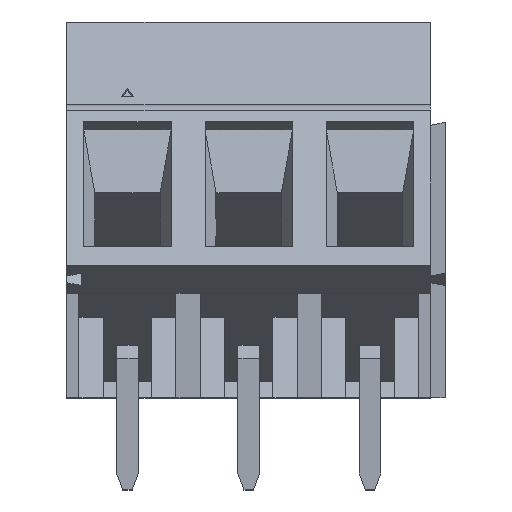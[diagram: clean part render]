
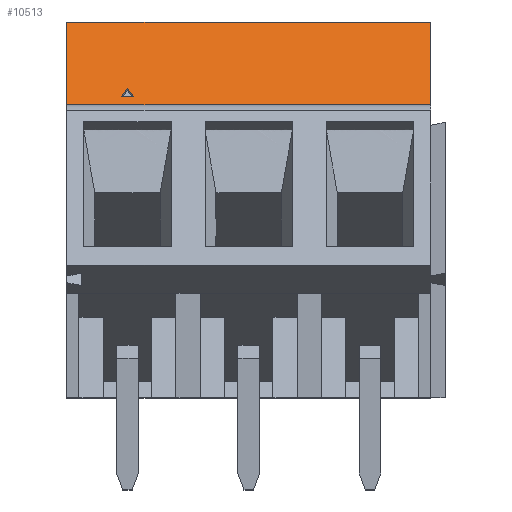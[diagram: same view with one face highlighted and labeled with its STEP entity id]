
A CAD part, top view. The second image highlights one B-rep face of the part: STEP entity #10513.
In plain terms, the highlighted planar face has unit normal (0, 0.73, 0.684).
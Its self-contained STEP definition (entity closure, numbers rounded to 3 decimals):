
#172 = VECTOR ( 'NONE', #16079, 1000. ) ;
#323 = CARTESIAN_POINT ( 'NONE',  ( 15., 15.5, 4.096 ) ) ;
#1051 = EDGE_CURVE ( 'NONE', #20547, #27241, #26172, .T. ) ;
#1160 = EDGE_CURVE ( 'NONE', #19239, #20747, #20756, .T. ) ;
#1622 = VECTOR ( 'NONE', #4912, 1000. ) ;
#1655 = CARTESIAN_POINT ( 'NONE',  ( 0., 11.927, 7.909 ) ) ;
#2131 = CARTESIAN_POINT ( 'NONE',  ( 2.75, 12.405, 7.398 ) ) ;
#2269 = FACE_BOUND ( 'NONE', #27737, .T. ) ;
#2457 = AXIS2_PLACEMENT_3D ( 'NONE', #27965, #12971, #13109 ) ;
#4038 = EDGE_CURVE ( 'NONE', #20747, #4788, #9390, .T. ) ;
#4788 = VERTEX_POINT ( 'NONE', #13354 ) ;
#4912 = DIRECTION ( 'NONE',  ( -1., 0., 0. ) ) ;
#7544 = VERTEX_POINT ( 'NONE', #17610 ) ;
#7828 = VERTEX_POINT ( 'NONE', #1655 ) ;
#8044 = DIRECTION ( 'NONE',  ( 0., 0.684, -0.73 ) ) ;
#9072 = VECTOR ( 'NONE', #17698, 1000. ) ;
#9390 = LINE ( 'NONE', #9523, #172 ) ;
#9523 = CARTESIAN_POINT ( 'NONE',  ( 2.75, 12.405, 7.398 ) ) ;
#10043 = DIRECTION ( 'NONE',  ( 1., 0., 0. ) ) ;
#10387 = DIRECTION ( 'NONE',  ( -0.447, -0.612, 0.653 ) ) ;
#10513 = ADVANCED_FACE ( 'NONE', ( #2269, #18715 ), #19372, .T. ) ;
#10531 = ORIENTED_EDGE ( 'NONE', *, *, #4038, .F. ) ;
#11854 = CARTESIAN_POINT ( 'NONE',  ( 2.25, 12.405, 7.398 ) ) ;
#12131 = ORIENTED_EDGE ( 'NONE', *, *, #14363, .F. ) ;
#12326 = CARTESIAN_POINT ( 'NONE',  ( 0., 15.5, 4.096 ) ) ;
#12908 = VECTOR ( 'NONE', #8044, 1000. ) ;
#12971 = DIRECTION ( 'NONE',  ( 0., 0.73, 0.684 ) ) ;
#13109 = DIRECTION ( 'NONE',  ( 0., -0.684, 0.73 ) ) ;
#13354 = CARTESIAN_POINT ( 'NONE',  ( 2.5, 12.747, 7.033 ) ) ;
#13610 = ORIENTED_EDGE ( 'NONE', *, *, #1160, .F. ) ;
#13900 = EDGE_LOOP ( 'NONE', ( #18824, #12131, #19857, #27825 ) ) ;
#13901 = VECTOR ( 'NONE', #10387, 1000. ) ;
#14363 = EDGE_CURVE ( 'NONE', #20547, #7828, #16480, .T. ) ;
#16079 = DIRECTION ( 'NONE',  ( -0.447, 0.612, -0.653 ) ) ;
#16480 = LINE ( 'NONE', #23025, #19052 ) ;
#17610 = CARTESIAN_POINT ( 'NONE',  ( 0., 15.5, 4.096 ) ) ;
#17698 = DIRECTION ( 'NONE',  ( 0., 0.684, -0.73 ) ) ;
#18334 = CARTESIAN_POINT ( 'NONE',  ( 15., 15.5, 4.096 ) ) ;
#18715 = FACE_OUTER_BOUND ( 'NONE', #13900, .T. ) ;
#18824 = ORIENTED_EDGE ( 'NONE', *, *, #26760, .F. ) ;
#19052 = VECTOR ( 'NONE', #25140, 1000. ) ;
#19239 = VERTEX_POINT ( 'NONE', #11854 ) ;
#19372 = PLANE ( 'NONE',  #2457 ) ;
#19857 = ORIENTED_EDGE ( 'NONE', *, *, #1051, .T. ) ;
#20199 = ORIENTED_EDGE ( 'NONE', *, *, #22987, .F. ) ;
#20312 = LINE ( 'NONE', #18334, #1622 ) ;
#20547 = VERTEX_POINT ( 'NONE', #25704 ) ;
#20747 = VERTEX_POINT ( 'NONE', #2131 ) ;
#20756 = LINE ( 'NONE', #22726, #22281 ) ;
#20892 = LINE ( 'NONE', #12326, #12908 ) ;
#22281 = VECTOR ( 'NONE', #10043, 1000. ) ;
#22726 = CARTESIAN_POINT ( 'NONE',  ( 2.25, 12.405, 7.398 ) ) ;
#22987 = EDGE_CURVE ( 'NONE', #4788, #19239, #25589, .T. ) ;
#23025 = CARTESIAN_POINT ( 'NONE',  ( 15., 11.927, 7.909 ) ) ;
#23347 = EDGE_CURVE ( 'NONE', #27241, #7544, #20312, .T. ) ;
#24790 = CARTESIAN_POINT ( 'NONE',  ( 15., 15.5, 4.096 ) ) ;
#25140 = DIRECTION ( 'NONE',  ( -1., 0., 0. ) ) ;
#25589 = LINE ( 'NONE', #25996, #13901 ) ;
#25704 = CARTESIAN_POINT ( 'NONE',  ( 15., 11.927, 7.909 ) ) ;
#25996 = CARTESIAN_POINT ( 'NONE',  ( 2.5, 12.747, 7.033 ) ) ;
#26172 = LINE ( 'NONE', #323, #9072 ) ;
#26760 = EDGE_CURVE ( 'NONE', #7828, #7544, #20892, .T. ) ;
#27241 = VERTEX_POINT ( 'NONE', #24790 ) ;
#27737 = EDGE_LOOP ( 'NONE', ( #13610, #20199, #10531 ) ) ;
#27825 = ORIENTED_EDGE ( 'NONE', *, *, #23347, .T. ) ;
#27965 = CARTESIAN_POINT ( 'NONE',  ( 15., 15.5, 4.096 ) ) ;
